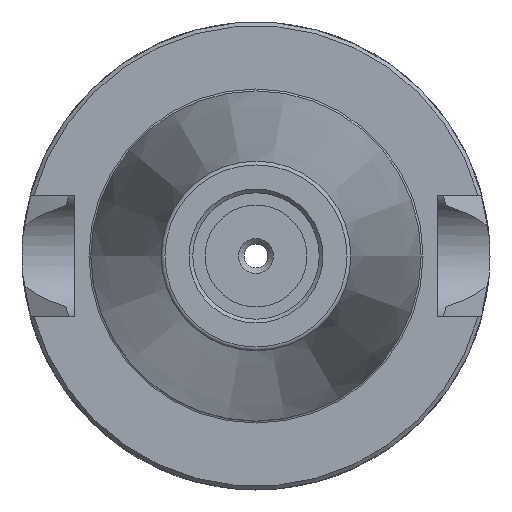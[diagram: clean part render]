
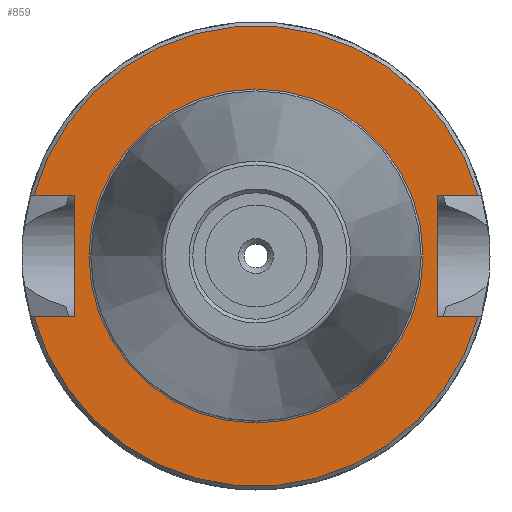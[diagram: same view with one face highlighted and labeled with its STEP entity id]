
A CAD part, left-side view. The second image highlights one B-rep face of the part: STEP entity #859.
In plain terms, the highlighted planar face has unit normal (-1, 0, 0).
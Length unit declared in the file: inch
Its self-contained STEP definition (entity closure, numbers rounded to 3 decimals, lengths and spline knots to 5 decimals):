
#43=FACE_BOUND('',#211,.T.);
#76=CIRCLE('',#930,0.885);
#89=CIRCLE('',#952,1.22);
#92=CIRCLE('',#956,1.22);
#154=FACE_OUTER_BOUND('',#210,.T.);
#210=EDGE_LOOP('',(#714,#715,#716,#717,#718,#719,#720,#721));
#211=EDGE_LOOP('',(#722));
#252=LINE('',#1357,#308);
#258=LINE('',#1370,#314);
#260=LINE('',#1382,#316);
#262=LINE('',#1444,#318);
#268=LINE('',#1457,#324);
#271=LINE('',#1471,#327);
#308=VECTOR('',#1073,39.37008);
#314=VECTOR('',#1081,39.37008);
#316=VECTOR('',#1085,39.37008);
#318=VECTOR('',#1093,39.37008);
#324=VECTOR('',#1101,39.37008);
#327=VECTOR('',#1106,39.37008);
#366=VERTEX_POINT('',#1351);
#367=VERTEX_POINT('',#1356);
#372=VERTEX_POINT('',#1367);
#373=VERTEX_POINT('',#1369);
#384=VERTEX_POINT('',#1438);
#385=VERTEX_POINT('',#1443);
#390=VERTEX_POINT('',#1454);
#391=VERTEX_POINT('',#1456);
#401=VERTEX_POINT('',#1523);
#458=EDGE_CURVE('',#366,#367,#252,.T.);
#464=EDGE_CURVE('',#372,#373,#258,.T.);
#468=EDGE_CURVE('',#367,#372,#260,.T.);
#479=EDGE_CURVE('',#385,#384,#262,.T.);
#485=EDGE_CURVE('',#391,#390,#268,.T.);
#490=EDGE_CURVE('',#385,#390,#271,.T.);
#500=EDGE_CURVE('',#401,#401,#76,.T.);
#518=EDGE_CURVE('',#366,#391,#89,.T.);
#521=EDGE_CURVE('',#384,#373,#92,.T.);
#714=ORIENTED_EDGE('',*,*,#464,.F.);
#715=ORIENTED_EDGE('',*,*,#468,.F.);
#716=ORIENTED_EDGE('',*,*,#458,.F.);
#717=ORIENTED_EDGE('',*,*,#518,.T.);
#718=ORIENTED_EDGE('',*,*,#485,.T.);
#719=ORIENTED_EDGE('',*,*,#490,.F.);
#720=ORIENTED_EDGE('',*,*,#479,.T.);
#721=ORIENTED_EDGE('',*,*,#521,.T.);
#722=ORIENTED_EDGE('',*,*,#500,.T.);
#787=PLANE('',#957);
#859=ADVANCED_FACE('',(#154,#43),#787,.F.);
#930=AXIS2_PLACEMENT_3D('',#1524,#1120,#1121);
#952=AXIS2_PLACEMENT_3D('',#1561,#1169,#1170);
#956=AXIS2_PLACEMENT_3D('',#1565,#1177,#1178);
#957=AXIS2_PLACEMENT_3D('',#1566,#1179,#1180);
#1073=DIRECTION('',(0.,-1.,0.));
#1081=DIRECTION('',(0.,1.,0.));
#1085=DIRECTION('',(0.,0.,1.));
#1093=DIRECTION('',(0.,-1.,0.));
#1101=DIRECTION('',(0.,1.,0.));
#1106=DIRECTION('',(0.,0.,-1.));
#1120=DIRECTION('center_axis',(1.,0.,0.));
#1121=DIRECTION('ref_axis',(0.,1.,0.));
#1169=DIRECTION('center_axis',(-1.,0.,0.));
#1170=DIRECTION('ref_axis',(0.,1.,0.));
#1177=DIRECTION('center_axis',(-1.,0.,0.));
#1178=DIRECTION('ref_axis',(0.,1.,0.));
#1179=DIRECTION('center_axis',(1.,0.,0.));
#1180=DIRECTION('ref_axis',(0.,1.,0.));
#1351=CARTESIAN_POINT('',(0.04,1.1766,-0.3225));
#1356=CARTESIAN_POINT('',(0.04,0.96,-0.3225));
#1357=CARTESIAN_POINT('',(0.04,0.875,-0.3225));
#1367=CARTESIAN_POINT('',(0.04,0.96,0.3225));
#1369=CARTESIAN_POINT('',(0.04,1.1766,0.3225));
#1370=CARTESIAN_POINT('',(0.04,0.875,0.3225));
#1382=CARTESIAN_POINT('',(0.04,0.96,0.));
#1438=CARTESIAN_POINT('',(0.04,-1.1766,0.3225));
#1443=CARTESIAN_POINT('',(0.04,-0.96,0.3225));
#1444=CARTESIAN_POINT('',(0.04,0.875,0.3225));
#1454=CARTESIAN_POINT('',(0.04,-0.96,-0.3225));
#1456=CARTESIAN_POINT('',(0.04,-1.1766,-0.3225));
#1457=CARTESIAN_POINT('',(0.04,0.875,-0.3225));
#1471=CARTESIAN_POINT('',(0.04,-0.96,0.));
#1523=CARTESIAN_POINT('',(0.04,-0.885,0.));
#1524=CARTESIAN_POINT('Origin',(0.04,0.,0.));
#1561=CARTESIAN_POINT('Origin',(0.04,0.,0.));
#1565=CARTESIAN_POINT('Origin',(0.04,0.,0.));
#1566=CARTESIAN_POINT('Origin',(0.04,0.875,0.));
